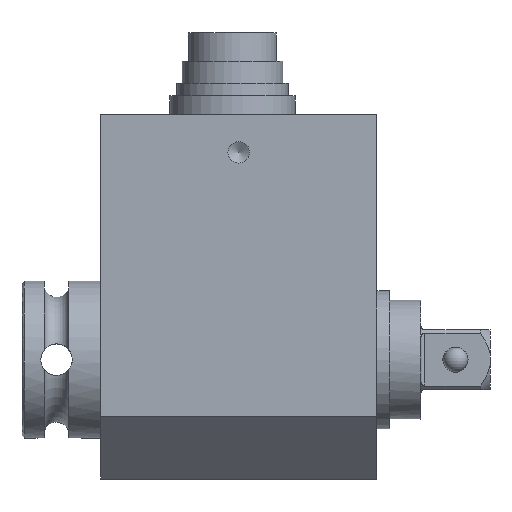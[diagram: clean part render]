
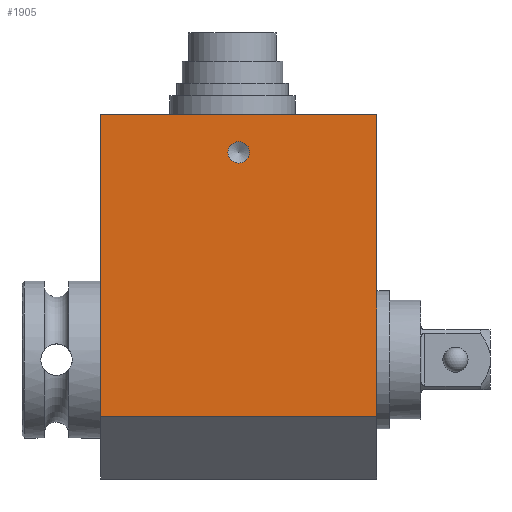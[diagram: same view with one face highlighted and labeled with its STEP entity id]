
A CAD part, front view. The second image highlights one B-rep face of the part: STEP entity #1905.
In plain terms, the highlighted planar face has unit normal (0, -1, 0).
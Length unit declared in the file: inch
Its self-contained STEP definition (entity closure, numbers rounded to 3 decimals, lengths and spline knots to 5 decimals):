
#554=CARTESIAN_POINT('',(0.00114,-0.75,0.97461));
#555=VERTEX_POINT('',#554);
#556=CARTESIAN_POINT('',(0.00114,-0.75,0.90724));
#557=DIRECTION('',(0.0,1.0,0.0));
#558=DIRECTION('',(0.0,0.0,-1.0));
#559=AXIS2_PLACEMENT_3D('',#556,#557,#558);
#560=CIRCLE('',#559,0.06736);
#561=EDGE_CURVE('',#555,#555,#560,.T.);
#1802=CARTESIAN_POINT('',(0.86728,-0.75,1.14346));
#1803=VERTEX_POINT('',#1802);
#1810=CARTESIAN_POINT('',(0.86728,-0.75,-0.7463));
#1811=VERTEX_POINT('',#1810);
#1812=CARTESIAN_POINT('',(0.86728,-0.75,-0.7463));
#1813=DIRECTION('',(0.0,0.0,1.0));
#1814=VECTOR('',#1813,1.88976);
#1815=LINE('',#1812,#1814);
#1816=EDGE_CURVE('',#1811,#1803,#1815,.T.);
#1872=CARTESIAN_POINT('',(-0.865,-0.75,-1.14));
#1873=DIRECTION('',(0.0,-1.0,0.0));
#1874=DIRECTION('',(0.0,0.0,-1.0));
#1875=AXIS2_PLACEMENT_3D('',#1872,#1873,#1874);
#1876=PLANE('',#1875);
#1877=CARTESIAN_POINT('',(-0.865,-0.75,-0.7463));
#1878=VERTEX_POINT('',#1877);
#1879=CARTESIAN_POINT('',(0.86728,-0.75,-0.7463));
#1880=DIRECTION('',(-1.0,0.0,0.0));
#1881=VECTOR('',#1880,1.73228);
#1882=LINE('',#1879,#1881);
#1883=EDGE_CURVE('',#1811,#1878,#1882,.T.);
#1884=ORIENTED_EDGE('',*,*,#1883,.F.);
#1885=ORIENTED_EDGE('',*,*,#1816,.T.);
#1886=CARTESIAN_POINT('',(-0.865,-0.75,1.14346));
#1887=VERTEX_POINT('',#1886);
#1888=CARTESIAN_POINT('',(-0.865,-0.75,1.14346));
#1889=DIRECTION('',(1.0,0.0,0.0));
#1890=VECTOR('',#1889,1.73228);
#1891=LINE('',#1888,#1890);
#1892=EDGE_CURVE('',#1887,#1803,#1891,.T.);
#1893=ORIENTED_EDGE('',*,*,#1892,.F.);
#1894=CARTESIAN_POINT('',(-0.865,-0.75,-0.7463));
#1895=DIRECTION('',(0.0,0.0,1.0));
#1896=VECTOR('',#1895,1.88976);
#1897=LINE('',#1894,#1896);
#1898=EDGE_CURVE('',#1878,#1887,#1897,.T.);
#1899=ORIENTED_EDGE('',*,*,#1898,.F.);
#1900=EDGE_LOOP('',(#1884,#1885,#1893,#1899));
#1901=FACE_OUTER_BOUND('',#1900,.T.);
#1902=ORIENTED_EDGE('',*,*,#561,.T.);
#1903=EDGE_LOOP('',(#1902));
#1904=FACE_BOUND('',#1903,.T.);
#1905=ADVANCED_FACE('',(#1901,#1904),#1876,.T.);
